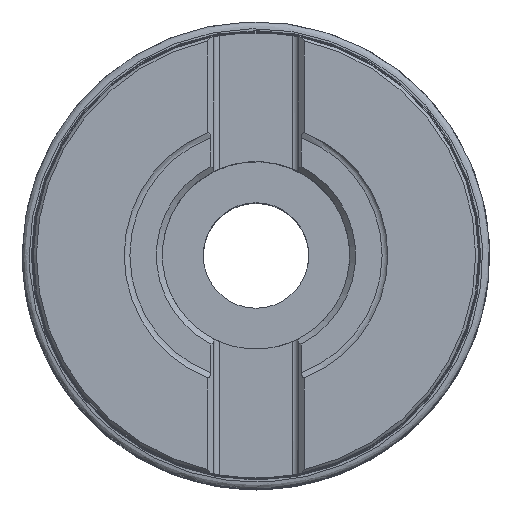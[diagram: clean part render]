
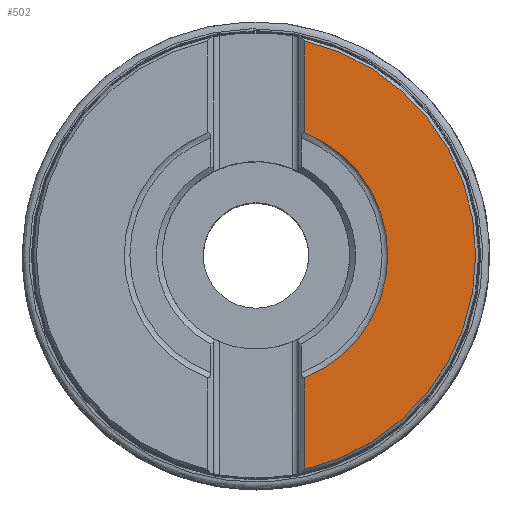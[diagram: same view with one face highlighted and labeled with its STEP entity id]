
A CAD part, top view. The second image highlights one B-rep face of the part: STEP entity #502.
In plain terms, the highlighted planar face has unit normal (0, 0, 1).
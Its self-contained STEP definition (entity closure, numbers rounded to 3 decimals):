
#166=FACE_OUTER_BOUND('',#1175,.T.);
#195=LINE('',#4453,#223);
#196=LINE('',#4457,#224);
#223=VECTOR('',#3467,1.);
#224=VECTOR('',#3470,1.);
#252=PLANE('',#2842);
#502=ADVANCED_FACE('',(#166),#252,.T.);
#1175=EDGE_LOOP('',(#1467,#1468,#1469,#1470));
#1467=ORIENTED_EDGE('',*,*,#1941,.T.);
#1468=ORIENTED_EDGE('',*,*,#1942,.T.);
#1469=ORIENTED_EDGE('',*,*,#1943,.F.);
#1470=ORIENTED_EDGE('',*,*,#1944,.T.);
#1769=VERTEX_POINT('',#4451);
#1770=VERTEX_POINT('',#4452);
#1771=VERTEX_POINT('',#4454);
#1772=VERTEX_POINT('',#4456);
#1941=EDGE_CURVE('',#1769,#1770,#2179,.T.);
#1942=EDGE_CURVE('',#1770,#1771,#195,.T.);
#1943=EDGE_CURVE('',#1772,#1771,#2180,.T.);
#1944=EDGE_CURVE('',#1772,#1769,#196,.T.);
#2179=CIRCLE('',#2840,37.5);
#2180=CIRCLE('',#2841,22.5);
#2840=AXIS2_PLACEMENT_3D('',#4450,#3465,#3466);
#2841=AXIS2_PLACEMENT_3D('',#4455,#3468,#3469);
#2842=AXIS2_PLACEMENT_3D('',#4458,#3471,#3472);
#3465=DIRECTION('',(0.,0.,1.));
#3466=DIRECTION('',(-1.,0.,0.));
#3467=DIRECTION('',(0.,-1.,0.));
#3468=DIRECTION('',(0.,0.,1.));
#3469=DIRECTION('',(-1.,0.,0.));
#3470=DIRECTION('',(0.,-1.,0.));
#3471=DIRECTION('',(0.,0.,1.));
#3472=DIRECTION('',(-1.,0.,0.));
#4450=CARTESIAN_POINT('',(0.,0.,0.));
#4451=CARTESIAN_POINT('',(8.228,-36.586,0.));
#4452=CARTESIAN_POINT('',(8.228,36.586,0.));
#4453=CARTESIAN_POINT('',(8.228,59.25,0.));
#4454=CARTESIAN_POINT('',(8.228,20.942,0.));
#4455=CARTESIAN_POINT('',(0.,0.,0.));
#4456=CARTESIAN_POINT('',(8.228,-20.942,0.));
#4457=CARTESIAN_POINT('',(8.228,59.25,0.));
#4458=CARTESIAN_POINT('',(0.,0.,0.));
